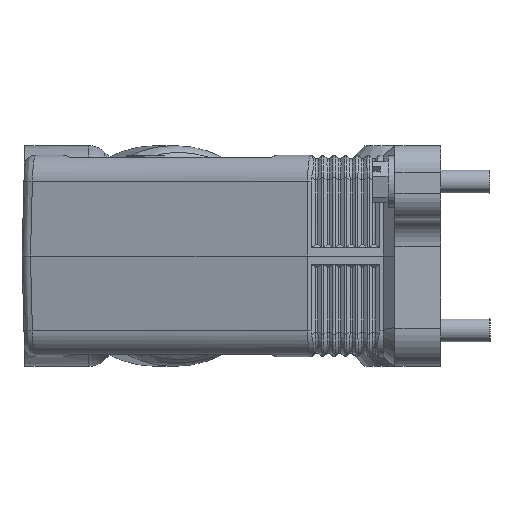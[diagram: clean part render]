
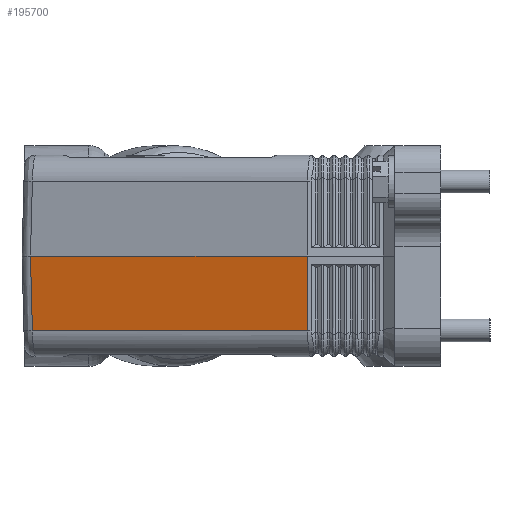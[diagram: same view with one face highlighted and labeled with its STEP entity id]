
A CAD part, left-side view. The second image highlights one B-rep face of the part: STEP entity #195700.
In plain terms, the highlighted planar face has unit normal (-0.966, 0.259, -0.026).
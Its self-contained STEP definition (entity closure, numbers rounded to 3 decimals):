
#104950=CARTESIAN_POINT('',(-111.615,31.294,13.));
#104960=VERTEX_POINT('',#104950);
#195300=CARTESIAN_POINT('',(-90.861,106.118,
-12.991));
#195310=DIRECTION('',(0.966,-0.259,
0.026));
#195320=DIRECTION('',(0.259,0.966,0.));
#195330=AXIS2_PLACEMENT_3D('',#195300,#195310,#195320);
#195340=PLANE('',#195330);
#195350=CARTESIAN_POINT('',(-91.719,103.556,
-6.683));
#195360=CARTESIAN_POINT('',(-91.721,103.559,
-6.562));
#195370=CARTESIAN_POINT('',(-91.724,103.562,
-6.44));
#195380=CARTESIAN_POINT('',(-91.876,103.76,
1.121));
#195390=CARTESIAN_POINT('',(-92.025,103.955,
8.559));
#195400=CARTESIAN_POINT('',(-92.175,104.15,
15.998));
#195410=B_SPLINE_CURVE_WITH_KNOTS('',3,(#195350,#195360,#195370,#195380,
#195390,#195400),.UNSPECIFIED.,.F.,.F.,(4,2,4),(0.,0.365,
22.694),.UNSPECIFIED.);
#195420=CARTESIAN_POINT('',(-91.719,103.556,
-6.683));
#195430=VERTEX_POINT('',#195420);
#195440=CARTESIAN_POINT('',(-92.114,104.071,13.));
#195450=VERTEX_POINT('',#195440);
#195460=EDGE_CURVE('',#195430,#195450,#195410,.T.);
#195470=ORIENTED_EDGE('',*,*,#195460,.F.);
#195480=CARTESIAN_POINT('',(-120.,0.,13.)
);
#195490=DIRECTION('',(-0.259,-0.966,0.));
#195500=VECTOR('',#195490,1.);
#195510=LINE('',#195480,#195500);
#195520=EDGE_CURVE('',#195450,#104960,#195510,.T.);
#195530=ORIENTED_EDGE('',*,*,#195520,.F.);
#195540=CARTESIAN_POINT('',(-112.296,31.384,39.));
#195550=DIRECTION('',(0.026,-0.003,
-1.));
#195560=VECTOR('',#195550,1.);
#195570=LINE('',#195540,#195560);
#195580=CARTESIAN_POINT('',(-111.1,31.226,
-6.683));
#195590=VERTEX_POINT('',#195580);
#195600=EDGE_CURVE('',#104960,#195590,#195570,.T.);
#195610=ORIENTED_EDGE('',*,*,#195600,.F.);
#195620=CARTESIAN_POINT('',(-118.981,1.811,
-6.683));
#195630=DIRECTION('',(0.259,0.966,0.));
#195640=VECTOR('',#195630,1.);
#195650=LINE('',#195620,#195640);
#195660=EDGE_CURVE('',#195590,#195430,#195650,.T.);
#195670=ORIENTED_EDGE('',*,*,#195660,.F.);
#195680=EDGE_LOOP('',(#195670,#195610,#195530,#195470));
#195690=FACE_OUTER_BOUND('',#195680,.T.);
#195700=ADVANCED_FACE('',(#195690),#195340,.F.);
